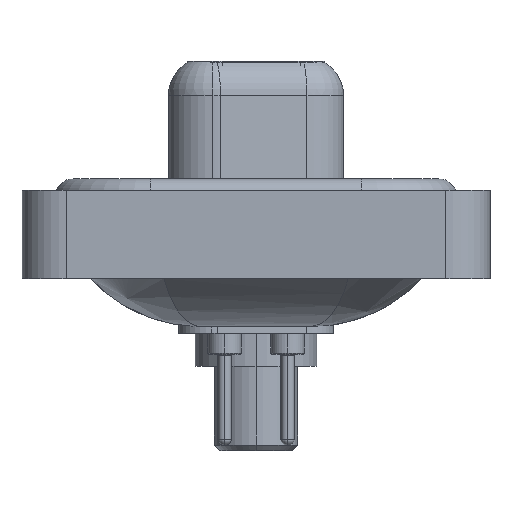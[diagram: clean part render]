
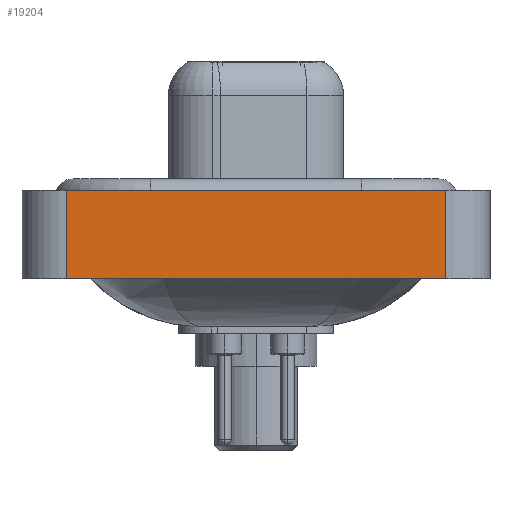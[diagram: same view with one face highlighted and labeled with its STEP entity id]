
A CAD part, left-side view. The second image highlights one B-rep face of the part: STEP entity #19204.
In plain terms, the highlighted planar face has unit normal (-1, 0, 0).
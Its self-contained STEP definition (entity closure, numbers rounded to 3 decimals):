
#10 = LINE ( 'NONE', #5665, #2935 ) ;
#12 = CARTESIAN_POINT ( 'NONE',  ( -7.3, 8.55, -3.6 ) ) ;
#389 = CARTESIAN_POINT ( 'NONE',  ( -7.3, -8.55, -3.6 ) ) ;
#593 = EDGE_CURVE ( 'NONE', #5569, #2645, #9210, .T. ) ;
#1129 = EDGE_CURVE ( 'NONE', #2645, #5812, #10, .T. ) ;
#1234 = CARTESIAN_POINT ( 'NONE',  ( -7.3, -8.55, 0.4 ) ) ;
#1348 = CARTESIAN_POINT ( 'NONE',  ( -7.3, -8.55, -3.6 ) ) ;
#2645 = VERTEX_POINT ( 'NONE', #10651 ) ;
#2935 = VECTOR ( 'NONE', #3743, 1000. ) ;
#3743 = DIRECTION ( 'NONE',  ( 0., 0., 1. ) ) ;
#5569 = VERTEX_POINT ( 'NONE', #12 ) ;
#5665 = CARTESIAN_POINT ( 'NONE',  ( -7.3, -8.55, -3.6 ) ) ;
#5812 = VERTEX_POINT ( 'NONE', #1234 ) ;
#6096 = VERTEX_POINT ( 'NONE', #14957 ) ;
#6163 = EDGE_LOOP ( 'NONE', ( #6923, #8430, #12779, #14330 ) ) ;
#6791 = DIRECTION ( 'NONE',  ( 0., 0., 1. ) ) ;
#6897 = DIRECTION ( 'NONE',  ( -1., 0., 0. ) ) ;
#6923 = ORIENTED_EDGE ( 'NONE', *, *, #1129, .T. ) ;
#8430 = ORIENTED_EDGE ( 'NONE', *, *, #11282, .F. ) ;
#9210 = LINE ( 'NONE', #389, #18819 ) ;
#10651 = CARTESIAN_POINT ( 'NONE',  ( -7.3, -8.55, -3.6 ) ) ;
#10660 = VECTOR ( 'NONE', #15890, 1000. ) ;
#11012 = LINE ( 'NONE', #12696, #10660 ) ;
#11282 = EDGE_CURVE ( 'NONE', #6096, #5812, #17904, .T. ) ;
#12696 = CARTESIAN_POINT ( 'NONE',  ( -7.3, 8.55, -3.6 ) ) ;
#12779 = ORIENTED_EDGE ( 'NONE', *, *, #15639, .F. ) ;
#13016 = DIRECTION ( 'NONE',  ( 0., -1., 0. ) ) ;
#14330 = ORIENTED_EDGE ( 'NONE', *, *, #593, .T. ) ;
#14957 = CARTESIAN_POINT ( 'NONE',  ( -7.3, 8.55, 0.4 ) ) ;
#15508 = FACE_OUTER_BOUND ( 'NONE', #6163, .T. ) ;
#15639 = EDGE_CURVE ( 'NONE', #5569, #6096, #11012, .T. ) ;
#15890 = DIRECTION ( 'NONE',  ( 0., 0., 1. ) ) ;
#16119 = DIRECTION ( 'NONE',  ( 0., -1., 0. ) ) ;
#16206 = CARTESIAN_POINT ( 'NONE',  ( -7.3, -8.55, 0.4 ) ) ;
#17904 = LINE ( 'NONE', #16206, #20130 ) ;
#18819 = VECTOR ( 'NONE', #16119, 1000. ) ;
#19204 = ADVANCED_FACE ( 'NONE', ( #15508 ), #20674, .T. ) ;
#19906 = AXIS2_PLACEMENT_3D ( 'NONE', #1348, #6897, #6791 ) ;
#20130 = VECTOR ( 'NONE', #13016, 1000. ) ;
#20674 = PLANE ( 'NONE',  #19906 ) ;
